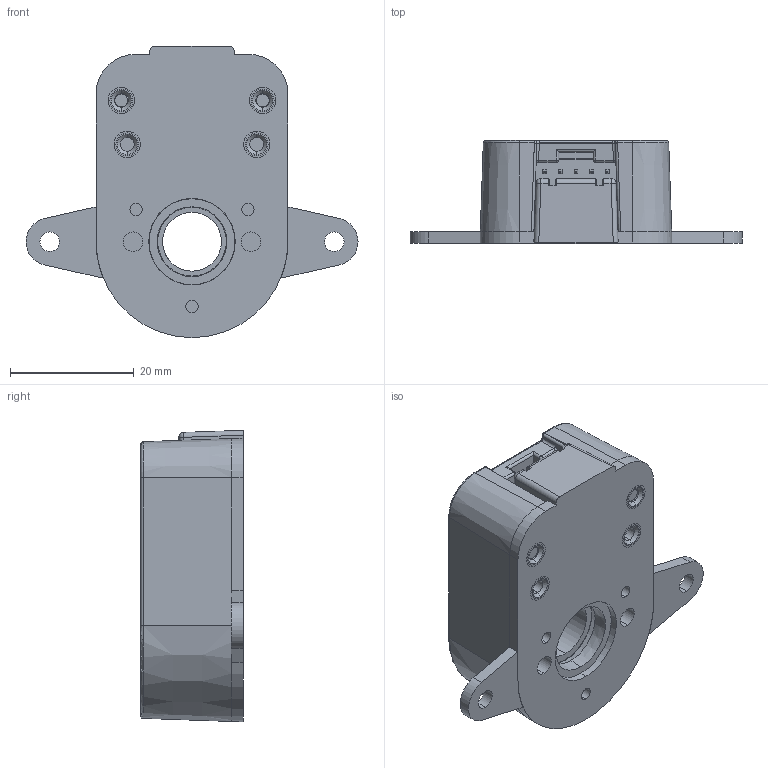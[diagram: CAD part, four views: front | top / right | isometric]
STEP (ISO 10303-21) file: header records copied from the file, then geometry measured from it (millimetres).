
FILE_DESCRIPTION (( 'STEP AP214' ), '1' );
FILE_NAME ('STP-MTRA-ENC2 MOD FOR ENC10 12 B1.STEP', '2019-09-05T00:35:01', ( '' ), ( '' ), 'SwSTEP 2.0', 'SolidWorks 2017', '' );
FILE_SCHEMA (( 'AUTOMOTIVE_DESIGN' ));
Length unit declared in the file: inch
Products named in the file (1): STP-MTRA-ENC2 MOD FOR ENC10 12 B1
Bounding box: 53.71 x 16.59 x 47.14 mm (x, y, z)
Volume: 3270.8 mm3; surface area: 12848 mm2
Topology: 13 solids, 14 shells, 1132 faces, 2641 edges, 1580 vertices
Faces by surface type: plane 410, cone 309, cylinder 288, bspline 83, torus 30, sphere 12
Entity records: 50492 total; most frequent: CARTESIAN_POINT 10173, ORIENTED_EDGE 5272, DIRECTION 5230, EDGE_CURVE 2636, AXIS2_PLACEMENT_3D 1841, VERTEX_POINT 1577, LINE 1548, VECTOR 1548
